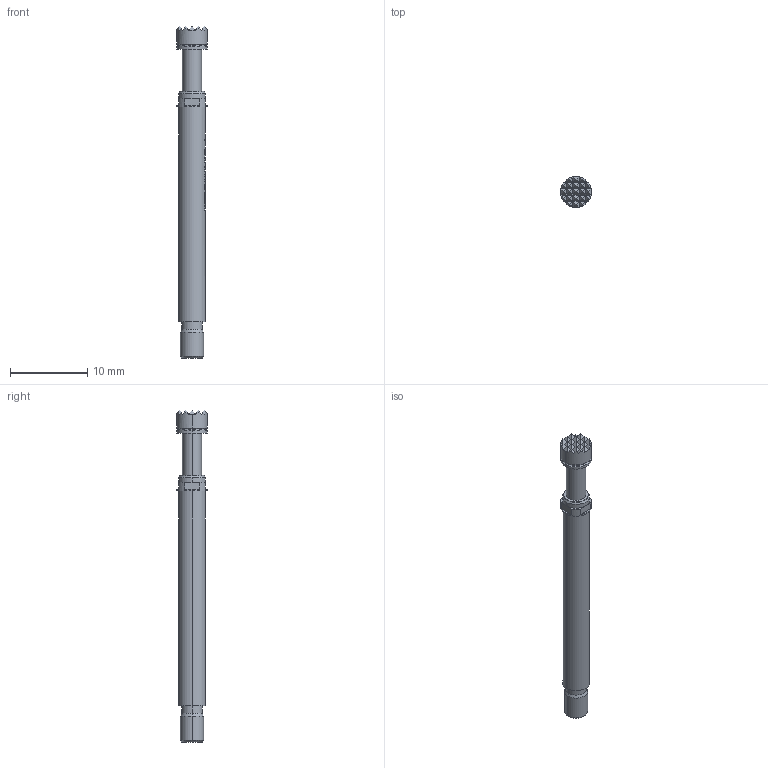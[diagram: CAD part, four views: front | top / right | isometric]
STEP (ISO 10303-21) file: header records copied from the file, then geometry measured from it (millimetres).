
FILE_DESCRIPTION (( 'STEP AP203' ), '1' );
FILE_NAME ('MOD-F73506B400GxxxC.step', '2015-07-09T11:30:06', ( 'firstrun' ), ( 'Hewlett-Packard Company' ), 'SwSTEP 2.0', 'SolidWorks 2012', '' );
FILE_SCHEMA (( 'CONFIG_CONTROL_DESIGN' ));
Length unit declared in the file: millimetre
Products named in the file (1): MOD-F73506B400GxxxC
Bounding box: 4 x 4 x 43.1 mm (x, y, z)
Volume: 380.2 mm3; surface area: 502.2 mm2
Topology: 1 solids, 1 shells, 292 faces, 729 edges, 445 vertices
Faces by surface type: plane 170, bspline 62, cylinder 50, cone 6, torus 4
Entity records: 13002 total; most frequent: CARTESIAN_POINT 6697, ORIENTED_EDGE 1458, DIRECTION 1050, EDGE_CURVE 729, VERTEX_POINT 445, AXIS2_PLACEMENT_3D 371, LINE 308, VECTOR 308
